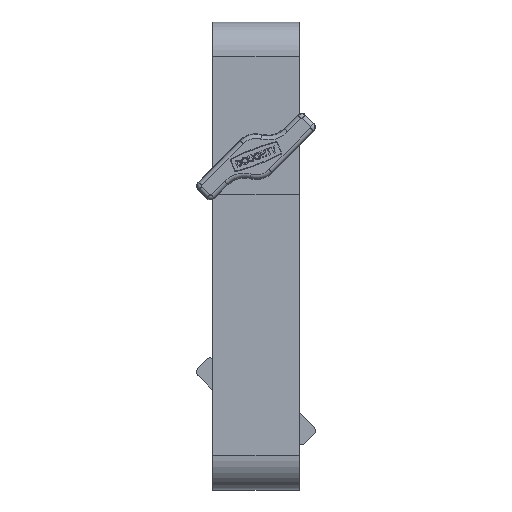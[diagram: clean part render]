
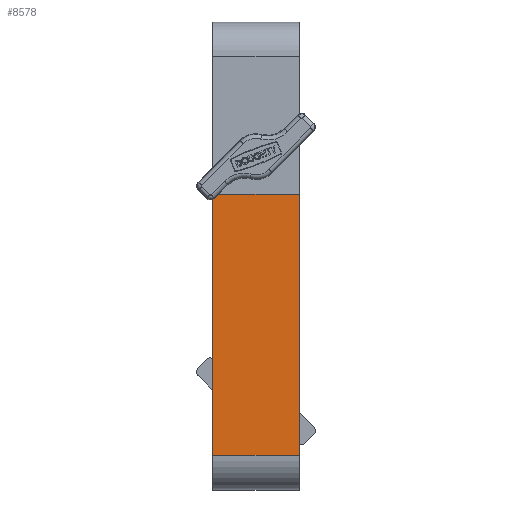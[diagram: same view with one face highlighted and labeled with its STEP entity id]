
A CAD part, top view. The second image highlights one B-rep face of the part: STEP entity #8578.
In plain terms, the highlighted planar face has unit normal (0, 0, 1).
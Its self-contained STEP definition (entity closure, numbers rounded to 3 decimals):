
#15 = CARTESIAN_POINT ( 'NONE',  ( 15., 12., 0. ) ) ;
#459 = CARTESIAN_POINT ( 'NONE',  ( -15., 12., 0. ) ) ;
#1005 = VERTEX_POINT ( 'NONE', #459 ) ;
#1165 = ORIENTED_EDGE ( 'NONE', *, *, #14020, .T. ) ;
#1229 = EDGE_LOOP ( 'NONE', ( #1165, #4729, #3885, #13674 ) ) ;
#1714 = DIRECTION ( 'NONE',  ( 0., 0., -1. ) ) ;
#1936 = AXIS2_PLACEMENT_3D ( 'NONE', #9890, #1714, #13734 ) ;
#2008 = DIRECTION ( 'NONE',  ( -1., 0., 0. ) ) ;
#2365 = VERTEX_POINT ( 'NONE', #15147 ) ;
#2564 = CARTESIAN_POINT ( 'NONE',  ( 15., 0., 0. ) ) ;
#2846 = DIRECTION ( 'NONE',  ( 0., -1., 0. ) ) ;
#3837 = CARTESIAN_POINT ( 'NONE',  ( 15., 12., 0. ) ) ;
#3885 = ORIENTED_EDGE ( 'NONE', *, *, #14703, .F. ) ;
#4100 = DIRECTION ( 'NONE',  ( -1., 0., 0. ) ) ;
#4576 = LINE ( 'NONE', #11530, #11686 ) ;
#4729 = ORIENTED_EDGE ( 'NONE', *, *, #16307, .F. ) ;
#5018 = FACE_OUTER_BOUND ( 'NONE', #1229, .T. ) ;
#5769 = VERTEX_POINT ( 'NONE', #12102 ) ;
#6421 = DIRECTION ( 'NONE',  ( 0., -1., 0. ) ) ;
#8410 = VECTOR ( 'NONE', #6421, 1000. ) ;
#8578 = ADVANCED_FACE ( 'NONE', ( #5018 ), #9769, .F. ) ;
#9224 = VECTOR ( 'NONE', #4100, 1000. ) ;
#9248 = VERTEX_POINT ( 'NONE', #3837 ) ;
#9664 = LINE ( 'NONE', #2564, #8410 ) ;
#9769 = PLANE ( 'NONE',  #1936 ) ;
#9890 = CARTESIAN_POINT ( 'NONE',  ( 15., 0., 0. ) ) ;
#9950 = EDGE_CURVE ( 'NONE', #2365, #5769, #4576, .T. ) ;
#11530 = CARTESIAN_POINT ( 'NONE',  ( 15., 151., 0. ) ) ;
#11686 = VECTOR ( 'NONE', #2008, 1000. ) ;
#12102 = CARTESIAN_POINT ( 'NONE',  ( -15., 151., 0. ) ) ;
#12360 = CARTESIAN_POINT ( 'NONE',  ( -15., 0., 0. ) ) ;
#13674 = ORIENTED_EDGE ( 'NONE', *, *, #9950, .T. ) ;
#13734 = DIRECTION ( 'NONE',  ( -1., 0., 0. ) ) ;
#14020 = EDGE_CURVE ( 'NONE', #5769, #1005, #14315, .T. ) ;
#14315 = LINE ( 'NONE', #12360, #15570 ) ;
#14703 = EDGE_CURVE ( 'NONE', #2365, #9248, #9664, .T. ) ;
#15070 = LINE ( 'NONE', #15, #9224 ) ;
#15147 = CARTESIAN_POINT ( 'NONE',  ( 15., 151., 0. ) ) ;
#15570 = VECTOR ( 'NONE', #2846, 1000. ) ;
#16307 = EDGE_CURVE ( 'NONE', #9248, #1005, #15070, .T. ) ;
